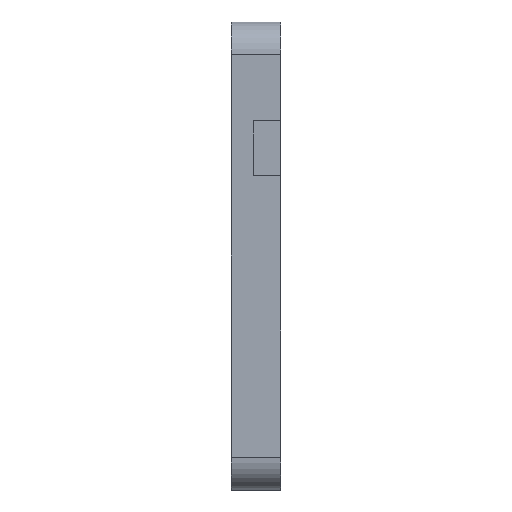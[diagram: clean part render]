
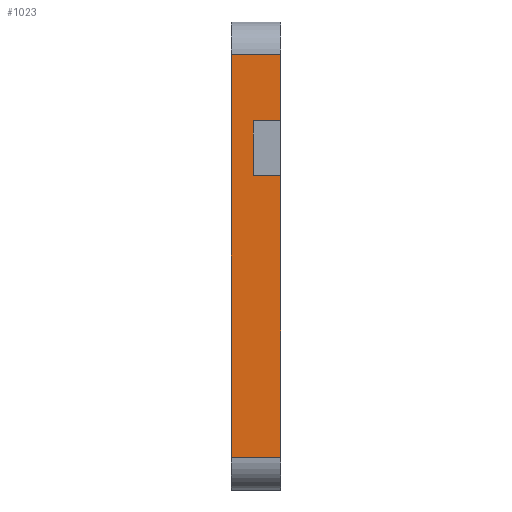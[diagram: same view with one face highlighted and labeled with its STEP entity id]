
A CAD part, left-side view. The second image highlights one B-rep face of the part: STEP entity #1023.
In plain terms, the highlighted planar face has unit normal (-1, 0, 0).
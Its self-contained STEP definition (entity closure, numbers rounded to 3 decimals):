
#39 = CARTESIAN_POINT ( 'NONE',  ( -45., 3.5, 10.325 ) ) ;
#63 = LINE ( 'NONE', #162, #1002 ) ;
#66 = LINE ( 'NONE', #1585, #1740 ) ;
#89 = FACE_OUTER_BOUND ( 'NONE', #265, .T. ) ;
#160 = VECTOR ( 'NONE', #1579, 1000. ) ;
#162 = CARTESIAN_POINT ( 'NONE',  ( -45., 6.35, 25.825 ) ) ;
#174 = CARTESIAN_POINT ( 'NONE',  ( -45., 3.5, 17.325 ) ) ;
#177 = DIRECTION ( 'NONE',  ( 1., 0., 0. ) ) ;
#191 = VERTEX_POINT ( 'NONE', #556 ) ;
#232 = EDGE_CURVE ( 'NONE', #813, #1284, #1374, .T. ) ;
#244 = EDGE_CURVE ( 'NONE', #1854, #671, #1326, .T. ) ;
#256 = EDGE_CURVE ( 'NONE', #1111, #191, #1694, .T. ) ;
#265 = EDGE_LOOP ( 'NONE', ( #1555, #1355, #2005, #1832, #632, #781, #913, #1309 ) ) ;
#392 = DIRECTION ( 'NONE',  ( 0., 0., 1. ) ) ;
#466 = DIRECTION ( 'NONE',  ( 0., 0., -1. ) ) ;
#504 = VECTOR ( 'NONE', #1941, 1000. ) ;
#556 = CARTESIAN_POINT ( 'NONE',  ( -45., 6.35, 25.825 ) ) ;
#609 = VERTEX_POINT ( 'NONE', #1888 ) ;
#627 = CARTESIAN_POINT ( 'NONE',  ( -45., 0., -25.825 ) ) ;
#632 = ORIENTED_EDGE ( 'NONE', *, *, #256, .F. ) ;
#641 = EDGE_CURVE ( 'NONE', #1111, #813, #904, .T. ) ;
#666 = EDGE_CURVE ( 'NONE', #1854, #1229, #1373, .T. ) ;
#670 = EDGE_CURVE ( 'NONE', #671, #609, #66, .T. ) ;
#671 = VERTEX_POINT ( 'NONE', #174 ) ;
#704 = CARTESIAN_POINT ( 'NONE',  ( -45., 3.5, 17.325 ) ) ;
#708 = CARTESIAN_POINT ( 'NONE',  ( -45., 0., 10.325 ) ) ;
#781 = ORIENTED_EDGE ( 'NONE', *, *, #641, .T. ) ;
#813 = VERTEX_POINT ( 'NONE', #1298 ) ;
#832 = CARTESIAN_POINT ( 'NONE',  ( -45., 6.35, -25.825 ) ) ;
#904 = LINE ( 'NONE', #969, #160 ) ;
#913 = ORIENTED_EDGE ( 'NONE', *, *, #232, .T. ) ;
#952 = DIRECTION ( 'NONE',  ( 0., 0., 1. ) ) ;
#954 = PLANE ( 'NONE',  #1750 ) ;
#966 = DIRECTION ( 'NONE',  ( 0., -1., 0. ) ) ;
#969 = CARTESIAN_POINT ( 'NONE',  ( -45., 6.35, -25.825 ) ) ;
#1002 = VECTOR ( 'NONE', #966, 1000. ) ;
#1007 = VECTOR ( 'NONE', #1476, 1000. ) ;
#1008 = DIRECTION ( 'NONE',  ( 0., -1., 0. ) ) ;
#1023 = ADVANCED_FACE ( 'NONE', ( #89 ), #954, .F. ) ;
#1044 = EDGE_CURVE ( 'NONE', #191, #1229, #63, .T. ) ;
#1111 = VERTEX_POINT ( 'NONE', #832 ) ;
#1123 = CARTESIAN_POINT ( 'NONE',  ( -45., 6.35, -25.825 ) ) ;
#1146 = EDGE_CURVE ( 'NONE', #609, #1284, #1322, .T. ) ;
#1204 = CARTESIAN_POINT ( 'NONE',  ( -45., 0., 17.325 ) ) ;
#1229 = VERTEX_POINT ( 'NONE', #1927 ) ;
#1273 = VECTOR ( 'NONE', #952, 1000. ) ;
#1284 = VERTEX_POINT ( 'NONE', #708 ) ;
#1298 = CARTESIAN_POINT ( 'NONE',  ( -45., 0., -25.825 ) ) ;
#1309 = ORIENTED_EDGE ( 'NONE', *, *, #1146, .F. ) ;
#1322 = LINE ( 'NONE', #39, #1785 ) ;
#1326 = LINE ( 'NONE', #704, #1007 ) ;
#1343 = CARTESIAN_POINT ( 'NONE',  ( -45., 6.35, -25.825 ) ) ;
#1355 = ORIENTED_EDGE ( 'NONE', *, *, #244, .F. ) ;
#1373 = LINE ( 'NONE', #627, #1273 ) ;
#1374 = LINE ( 'NONE', #1630, #504 ) ;
#1476 = DIRECTION ( 'NONE',  ( 0., 1., 0. ) ) ;
#1555 = ORIENTED_EDGE ( 'NONE', *, *, #670, .F. ) ;
#1579 = DIRECTION ( 'NONE',  ( 0., -1., 0. ) ) ;
#1585 = CARTESIAN_POINT ( 'NONE',  ( -45., 3.5, 17.325 ) ) ;
#1630 = CARTESIAN_POINT ( 'NONE',  ( -45., 0., -25.825 ) ) ;
#1643 = VECTOR ( 'NONE', #392, 1000. ) ;
#1694 = LINE ( 'NONE', #1343, #1643 ) ;
#1738 = DIRECTION ( 'NONE',  ( 0., 0., -1. ) ) ;
#1740 = VECTOR ( 'NONE', #1738, 1000. ) ;
#1750 = AXIS2_PLACEMENT_3D ( 'NONE', #1123, #177, #466 ) ;
#1785 = VECTOR ( 'NONE', #1008, 1000. ) ;
#1832 = ORIENTED_EDGE ( 'NONE', *, *, #1044, .F. ) ;
#1854 = VERTEX_POINT ( 'NONE', #1204 ) ;
#1888 = CARTESIAN_POINT ( 'NONE',  ( -45., 3.5, 10.325 ) ) ;
#1927 = CARTESIAN_POINT ( 'NONE',  ( -45., 0., 25.825 ) ) ;
#1941 = DIRECTION ( 'NONE',  ( 0., 0., 1. ) ) ;
#2005 = ORIENTED_EDGE ( 'NONE', *, *, #666, .T. ) ;
